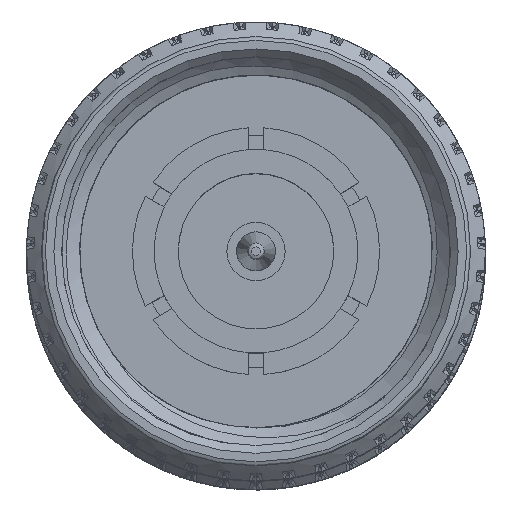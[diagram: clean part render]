
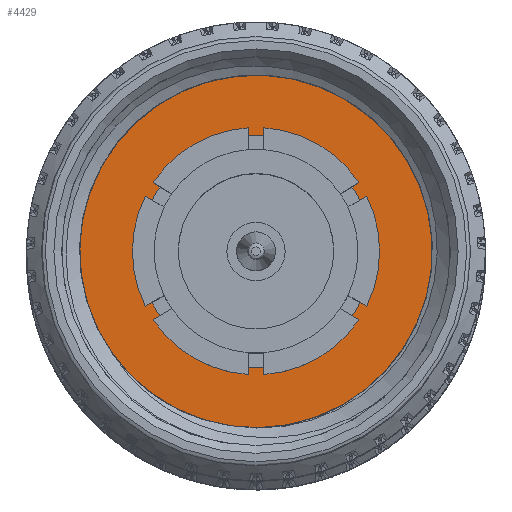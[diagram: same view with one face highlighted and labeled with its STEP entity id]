
A CAD part, top view. The second image highlights one B-rep face of the part: STEP entity #4429.
In plain terms, the highlighted face is planar.
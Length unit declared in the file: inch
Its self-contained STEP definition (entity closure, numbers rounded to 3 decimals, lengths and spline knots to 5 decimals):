
#2016 = CARTESIAN_POINT ( 'NONE',  ( 0.315, -0.21552, -0.11965 ) ) ;
#2137 = CARTESIAN_POINT ( 'NONE',  ( 0.315, 0.17973, -0.13833 ) ) ;
#2422 = CARTESIAN_POINT ( 'NONE',  ( 0.315, -0.17094, -0.17372 ) ) ;
#2828 = CARTESIAN_POINT ( 'NONE',  ( 0.315, -0.19503, -0.1484 ) ) ;
#3689 = DIRECTION ( 'NONE',  ( 0., -1., 0. ) ) ;
#4103 = CARTESIAN_POINT ( 'NONE',  ( 0.315, 0., 0. ) ) ;
#4429 = ADVANCED_FACE ( 'NONE', ( #80454, #80033 ), #16396, .T. ) ;
#5004 = CIRCLE ( 'NONE', #57903, 0.25 ) ;
#5330 = DIRECTION ( 'NONE',  ( 0., -1., 0. ) ) ;
#5711 = EDGE_LOOP ( 'NONE', ( #32204, #26338, #28113, #36069 ) ) ;
#8375 = CARTESIAN_POINT ( 'NONE',  ( 0.315, -0.15286, -0.18864 ) ) ;
#10039 = CIRCLE ( 'NONE', #37178, 0.149 ) ;
#10075 = CARTESIAN_POINT ( 'NONE',  ( 0.315, 0.04734, -0.23019 ) ) ;
#13063 = VERTEX_POINT ( 'NONE', #32469 ) ;
#14795 = CARTESIAN_POINT ( 'NONE',  ( 0.315, -0.08002, -0.22563 ) ) ;
#15211 = CARTESIAN_POINT ( 'NONE',  ( 0.315, 0.12157, -0.19591 ) ) ;
#16396 = PLANE ( 'NONE',  #18287 ) ;
#16481 = CARTESIAN_POINT ( 'NONE',  ( 0.315, 0.09131, -0.21337 ) ) ;
#16678 = CARTESIAN_POINT ( 'NONE',  ( 0.315, 0.2268, 0. ) ) ;
#17753 = EDGE_CURVE ( 'NONE', #83827, #83827, #10039, .T. ) ;
#18287 = AXIS2_PLACEMENT_3D ( 'NONE', #23184, #60526, #22344 ) ;
#21591 = CARTESIAN_POINT ( 'NONE',  ( 0.315, -0.22135, -0.10953 ) ) ;
#22007 = CARTESIAN_POINT ( 'NONE',  ( 0.315, -0.24791, -0.03227 ) ) ;
#22344 = DIRECTION ( 'NONE',  ( 0., -1., 0. ) ) ;
#22839 = CARTESIAN_POINT ( 'NONE',  ( 0.315, 0.14024, -0.18174 ) ) ;
#23184 = CARTESIAN_POINT ( 'NONE',  ( 0.315, 0., 0. ) ) ;
#26338 = ORIENTED_EDGE ( 'NONE', *, *, #60986, .T. ) ;
#27562 = CARTESIAN_POINT ( 'NONE',  ( 0.315, -0.09126, -0.22186 ) ) ;
#28113 = ORIENTED_EDGE ( 'NONE', *, *, #80130, .T. ) ;
#28381 = CARTESIAN_POINT ( 'NONE',  ( 0.315, -0.23591, -0.07778 ) ) ;
#28636 = B_SPLINE_CURVE_WITH_KNOTS ( 'NONE', 3,
 ( #67388, #74588, #79691, #53839, #22839, #15211, #29219, #16481, #42382, #10075, #60190, #34746, #61874, #36018, #35171, #14795, #27562, #72932, #40708, #66554, #8375, #2422, #61034, #2828, #34336, #2016, #21591, #47492, #28381, #54252, #80124, #22007 ),
 .UNSPECIFIED., .F., .F.,
 ( 4, 2, 2, 2, 2, 2, 2, 2, 2, 2, 2, 2, 2, 2, 2, 4 ),
 ( 0., 0.00089, 0.00179, 0.00268, 0.00357, 0.00536, 0.00625, 0.00714, 0.00804, 0.00893, 0.00982, 0.01072, 0.01161, 0.0125, 0.0134, 0.01429 ),
 .UNSPECIFIED. ) ;
#29219 = CARTESIAN_POINT ( 'NONE',  ( 0.315, 0.11178, -0.20223 ) ) ;
#30669 = CARTESIAN_POINT ( 'NONE',  ( 0.315, 0.20673, -0.09651 ) ) ;
#32204 = ORIENTED_EDGE ( 'NONE', *, *, #54043, .T. ) ;
#32469 = CARTESIAN_POINT ( 'NONE',  ( 0.315, 0.2268, 0. ) ) ;
#32841 = VERTEX_POINT ( 'NONE', #62213 ) ;
#33585 = CARTESIAN_POINT ( 'NONE',  ( 0.315, 0., 0. ) ) ;
#34336 = CARTESIAN_POINT ( 'NONE',  ( 0.315, -0.2023, -0.13917 ) ) ;
#34746 = CARTESIAN_POINT ( 'NONE',  ( 0.315, -0.01084, -0.23625 ) ) ;
#35171 = CARTESIAN_POINT ( 'NONE',  ( 0.315, -0.05727, -0.23143 ) ) ;
#36018 = CARTESIAN_POINT ( 'NONE',  ( 0.315, -0.04579, -0.23348 ) ) ;
#36069 = ORIENTED_EDGE ( 'NONE', *, *, #60793, .T. ) ;
#36624 = CARTESIAN_POINT ( 'NONE',  ( 0.315, 0.2268, -0.02482 ) ) ;
#37178 = AXIS2_PLACEMENT_3D ( 'NONE', #4103, #61890, #3689 ) ;
#40708 = CARTESIAN_POINT ( 'NONE',  ( 0.315, -0.12317, -0.20757 ) ) ;
#42382 = CARTESIAN_POINT ( 'NONE',  ( 0.315, 0.08056, -0.2182 ) ) ;
#44833 = CARTESIAN_POINT ( 'NONE',  ( 0.315, -0.149, 0. ) ) ;
#47492 = CARTESIAN_POINT ( 'NONE',  ( 0.315, -0.23155, -0.08859 ) ) ;
#49777 = CARTESIAN_POINT ( 'NONE',  ( 0.315, 0.19487, -0.11866 ) ) ;
#52956 = CARTESIAN_POINT ( 'NONE',  ( 0.315, -0.24791, -0.03227 ) ) ;
#53083 = ORIENTED_EDGE ( 'NONE', *, *, #17753, .F. ) ;
#53839 = CARTESIAN_POINT ( 'NONE',  ( 0.315, 0.14913, -0.17387 ) ) ;
#54043 = EDGE_CURVE ( 'NONE', #57856, #32841, #5004, .T. ) ;
#54252 = CARTESIAN_POINT ( 'NONE',  ( 0.315, -0.24311, -0.05542 ) ) ;
#54893 = CARTESIAN_POINT ( 'NONE',  ( 0.315, 0., 0. ) ) ;
#56550 = CARTESIAN_POINT ( 'NONE',  ( 0.315, 0.17973, -0.13833 ) ) ;
#57856 = VERTEX_POINT ( 'NONE', #52956 ) ;
#57903 = AXIS2_PLACEMENT_3D ( 'NONE', #33585, #59441, #5330 ) ;
#59441 = DIRECTION ( 'NONE',  ( -1., 0., 0. ) ) ;
#60190 = CARTESIAN_POINT ( 'NONE',  ( 0.315, 0.02449, -0.23471 ) ) ;
#60526 = DIRECTION ( 'NONE',  ( -1., 0., 0. ) ) ;
#60793 = EDGE_CURVE ( 'NONE', #74009, #57856, #28636, .T. ) ;
#60986 = EDGE_CURVE ( 'NONE', #32841, #13063, #62508, .T. ) ;
#61034 = CARTESIAN_POINT ( 'NONE',  ( 0.315, -0.17936, -0.16566 ) ) ;
#61874 = CARTESIAN_POINT ( 'NONE',  ( 0.315, -0.02259, -0.23588 ) ) ;
#61890 = DIRECTION ( 'NONE',  ( -1., 0., 0. ) ) ;
#62213 = CARTESIAN_POINT ( 'NONE',  ( 0.315, 0.25, 0. ) ) ;
#62491 = CARTESIAN_POINT ( 'NONE',  ( 0.315, 0.2227, -0.0496 ) ) ;
#62508 = LINE ( 'NONE', #54893, #81010 ) ;
#66390 = EDGE_LOOP ( 'NONE', ( #53083 ) ) ;
#66554 = CARTESIAN_POINT ( 'NONE',  ( 0.315, -0.14317, -0.1955 ) ) ;
#67388 = CARTESIAN_POINT ( 'NONE',  ( 0.315, 0.17973, -0.13833 ) ) ;
#70024 = B_SPLINE_CURVE_WITH_KNOTS ( 'NONE', 3,
 ( #16678, #36624, #62491, #30669, #49777, #56550 ),
 .UNSPECIFIED., .F., .F.,
 ( 4, 2, 4 ),
 ( 0., 0.00189, 0.00378 ),
 .UNSPECIFIED. ) ;
#72932 = CARTESIAN_POINT ( 'NONE',  ( 0.315, -0.11279, -0.21284 ) ) ;
#74009 = VERTEX_POINT ( 'NONE', #2137 ) ;
#74588 = CARTESIAN_POINT ( 'NONE',  ( 0.315, 0.17294, -0.148 ) ) ;
#79691 = CARTESIAN_POINT ( 'NONE',  ( 0.315, 0.16544, -0.15702 ) ) ;
#80033 = FACE_BOUND ( 'NONE', #66390, .T. ) ;
#80124 = CARTESIAN_POINT ( 'NONE',  ( 0.315, -0.24593, -0.04391 ) ) ;
#80130 = EDGE_CURVE ( 'NONE', #13063, #74009, #70024, .T. ) ;
#80454 = FACE_OUTER_BOUND ( 'NONE', #5711, .T. ) ;
#80761 = DIRECTION ( 'NONE',  ( 0., -1., 0. ) ) ;
#81010 = VECTOR ( 'NONE', #80761, 39.37008 ) ;
#83827 = VERTEX_POINT ( 'NONE', #44833 ) ;
